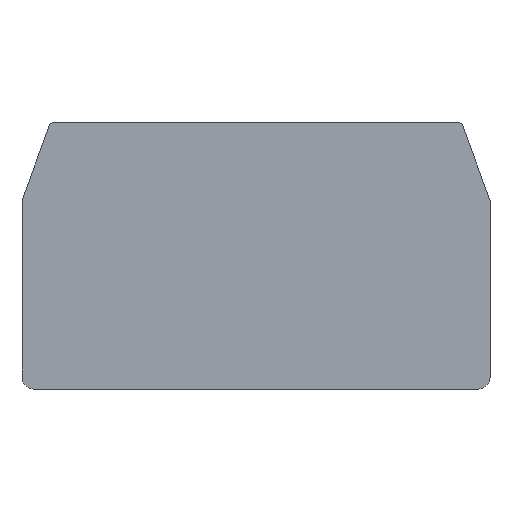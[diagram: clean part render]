
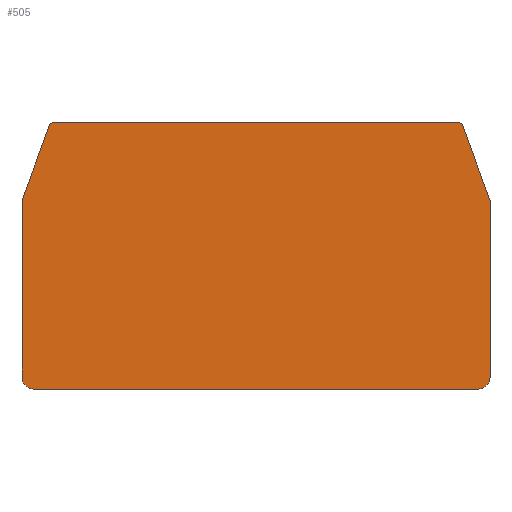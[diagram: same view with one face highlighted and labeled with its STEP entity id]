
A CAD part, top view. The second image highlights one B-rep face of the part: STEP entity #505.
In plain terms, the highlighted planar face has unit normal (0, 0, 1).
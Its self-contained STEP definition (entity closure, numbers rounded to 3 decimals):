
#170=DIRECTION('',(-1.,0.,0.));
#171=VECTOR('',#170,50.3);
#172=CARTESIAN_POINT('',(22.45,33.,1.5));
#173=LINE('',#172,#171);
#177=CARTESIAN_POINT('',(22.45,32.5,1.5));
#178=DIRECTION('',(0.,0.,1.));
#179=DIRECTION('',(0.94,0.342,0.));
#180=AXIS2_PLACEMENT_3D('',#177,#178,#179);
#185=DIRECTION('',(-0.342,0.94,0.));
#186=VECTOR('',#185,9.883);
#187=CARTESIAN_POINT('',(26.3,23.384,1.5));
#188=LINE('',#187,#186);
#192=CARTESIAN_POINT('',(24.8,1.5,1.5));
#193=DIRECTION('',(0.,0.,1.));
#194=DIRECTION('',(0.,-1.,0.));
#195=AXIS2_PLACEMENT_3D('',#192,#193,#194);
#200=CARTESIAN_POINT('',(-30.2,1.5,1.5));
#201=DIRECTION('',(0.,0.,1.));
#202=DIRECTION('',(-1.,0.,0.));
#203=AXIS2_PLACEMENT_3D('',#200,#201,#202);
#208=DIRECTION('',(0.,-1.,0.));
#209=VECTOR('',#208,21.884);
#210=CARTESIAN_POINT('',(-31.7,23.384,1.5));
#211=LINE('',#210,#209);
#215=DIRECTION('',(-0.342,-0.94,0.));
#216=VECTOR('',#215,9.883);
#217=CARTESIAN_POINT('',(-28.32,32.671,1.5));
#218=LINE('',#217,#216);
#222=CARTESIAN_POINT('',(-27.85,32.5,1.5));
#223=DIRECTION('',(0.,0.,1.));
#224=DIRECTION('',(0.,1.,0.));
#225=AXIS2_PLACEMENT_3D('',#222,#223,#224);
#325=DIRECTION('',(-1.,0.,0.));
#326=VECTOR('',#325,55.);
#327=CARTESIAN_POINT('',(24.8,0.,1.5));
#328=LINE('',#327,#326);
#353=DIRECTION('',(0.,-1.,0.));
#354=VECTOR('',#353,21.884);
#355=CARTESIAN_POINT('',(26.3,23.384,1.5));
#356=LINE('',#355,#354);
#378=CARTESIAN_POINT('',(22.45,33.,1.5));
#379=VERTEX_POINT('',#378);
#380=CARTESIAN_POINT('',(-27.85,33.,1.5));
#381=VERTEX_POINT('',#380);
#382=CARTESIAN_POINT('',(-31.7,23.384,1.5));
#383=CARTESIAN_POINT('',(-31.7,1.5,1.5));
#384=VERTEX_POINT('',#382);
#385=VERTEX_POINT('',#383);
#390=CARTESIAN_POINT('',(24.8,0.,1.5));
#392=VERTEX_POINT('',#390);
#396=CARTESIAN_POINT('',(-30.2,0.,1.5));
#397=VERTEX_POINT('',#396);
#398=CARTESIAN_POINT('',(22.92,32.671,1.5));
#399=VERTEX_POINT('',#398);
#400=CARTESIAN_POINT('',(26.3,23.384,1.5));
#401=VERTEX_POINT('',#400);
#402=CARTESIAN_POINT('',(26.3,1.5,1.5));
#403=VERTEX_POINT('',#402);
#404=CARTESIAN_POINT('',(-28.32,32.671,1.5));
#405=VERTEX_POINT('',#404);
#481=CARTESIAN_POINT('',(-29.961,19.56,1.5));
#482=DIRECTION('',(0.,0.,1.));
#483=DIRECTION('',(1.,0.,0.));
#484=AXIS2_PLACEMENT_3D('',#481,#482,#483);
#485=PLANE('',#484);
#486=ORIENTED_EDGE('',*,*,#425,.F.);
#488=ORIENTED_EDGE('',*,*,#487,.F.);
#490=ORIENTED_EDGE('',*,*,#489,.F.);
#492=ORIENTED_EDGE('',*,*,#491,.T.);
#494=ORIENTED_EDGE('',*,*,#493,.F.);
#496=ORIENTED_EDGE('',*,*,#495,.T.);
#498=ORIENTED_EDGE('',*,*,#497,.F.);
#500=ORIENTED_EDGE('',*,*,#499,.F.);
#501=ORIENTED_EDGE('',*,*,#465,.F.);
#502=ORIENTED_EDGE('',*,*,#447,.F.);
#503=EDGE_LOOP('',(#486,#488,#490,#492,#494,#496,#498,#500,#501,#502));
#504=FACE_OUTER_BOUND('',#503,.F.);
#181=CIRCLE('',#180,0.5);
#196=CIRCLE('',#195,1.5);
#204=CIRCLE('',#203,1.5);
#226=CIRCLE('',#225,0.5);
#425=EDGE_CURVE('',#379,#381,#173,.T.);
#447=EDGE_CURVE('',#381,#405,#226,.T.);
#465=EDGE_CURVE('',#405,#384,#218,.T.);
#487=EDGE_CURVE('',#399,#379,#181,.T.);
#489=EDGE_CURVE('',#401,#399,#188,.T.);
#491=EDGE_CURVE('',#401,#403,#356,.T.);
#493=EDGE_CURVE('',#392,#403,#196,.T.);
#495=EDGE_CURVE('',#392,#397,#328,.T.);
#497=EDGE_CURVE('',#385,#397,#204,.T.);
#499=EDGE_CURVE('',#384,#385,#211,.T.);
#505=ADVANCED_FACE('',(#504),#485,.T.);
